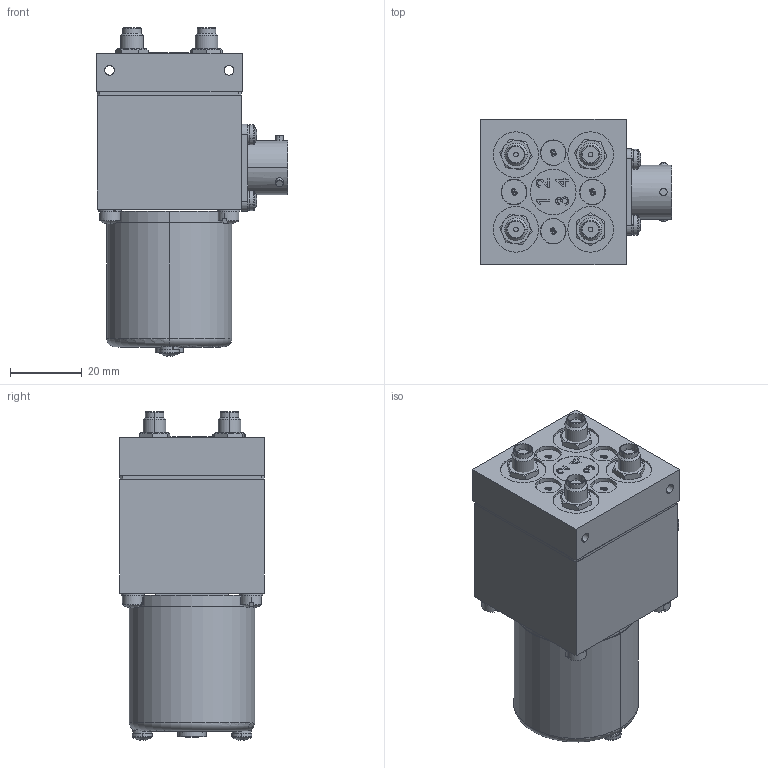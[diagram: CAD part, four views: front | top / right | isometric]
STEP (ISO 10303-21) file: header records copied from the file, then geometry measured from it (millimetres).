
FILE_DESCRIPTION (( 'STEP AP203' ), '1' );
FILE_NAME ('COAX SM7 SMA STD SMI.STEP', '2016-08-26T14:59:53', ( '' ), ( '' ), 'SwSTEP 2.0', 'SolidWorks 2016', '' );
FILE_SCHEMA (( 'CONFIG_CONTROL_DESIGN' ));
Length unit declared in the file: inch
Products named in the file (1): COAX SM7 SMA STD SMI
Bounding box: 53.31 x 40.64 x 91.53 mm (x, y, z)
Surface area: 22211.3 mm2 (no closed solid volume)
Topology: 0 solids, 46 shells, 513 faces, 1605 edges, 1142 vertices
Faces by surface type: plane 234, cylinder 163, cone 48, torus 30, sphere 28, bspline 10
Entity records: 21495 total; most frequent: CARTESIAN_POINT 7341, DIRECTION 3013, ORIENTED_EDGE 2584, EDGE_CURVE 1605, AXIS2_PLACEMENT_3D 1204, VERTEX_POINT 1142, CIRCLE 700, EDGE_LOOP 621
